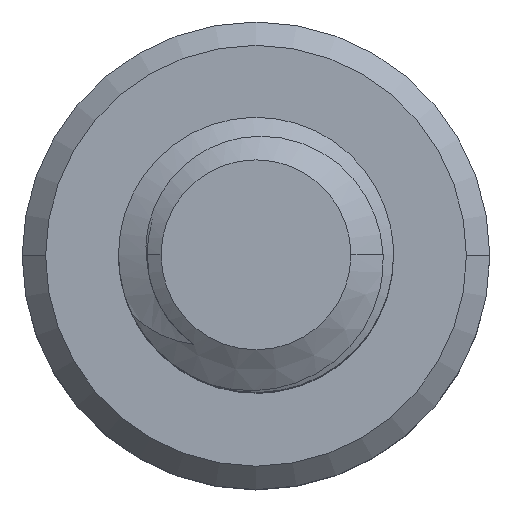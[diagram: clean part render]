
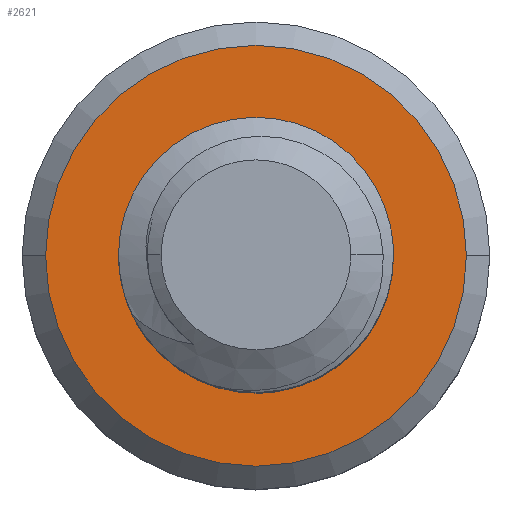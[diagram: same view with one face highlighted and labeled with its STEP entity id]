
A CAD part, top view. The second image highlights one B-rep face of the part: STEP entity #2621.
In plain terms, the highlighted planar face has unit normal (0, 0, 1).
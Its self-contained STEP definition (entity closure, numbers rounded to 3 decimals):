
#56 = AXIS2_PLACEMENT_3D ( 'NONE', #3005, #1233, #3296 ) ;
#118 = CARTESIAN_POINT ( 'NONE',  ( 3.825, 0., -10. ) ) ;
#141 = CARTESIAN_POINT ( 'NONE',  ( 0., -2.5, -10. ) ) ;
#207 = CARTESIAN_POINT ( 'NONE',  ( -1.052, -2.17, -10. ) ) ;
#215 = VERTEX_POINT ( 'NONE', #3099 ) ;
#221 = CARTESIAN_POINT ( 'NONE',  ( -1.943, 0.73, -10. ) ) ;
#389 = VERTEX_POINT ( 'NONE', #141 ) ;
#410 = CARTESIAN_POINT ( 'NONE',  ( 0., 0., -10. ) ) ;
#459 = FACE_OUTER_BOUND ( 'NONE', #3208, .T. ) ;
#506 = CARTESIAN_POINT ( 'NONE',  ( -1.567, -1.747, -10. ) ) ;
#522 = EDGE_LOOP ( 'NONE', ( #531, #804, #663, #3845 ) ) ;
#523 = CARTESIAN_POINT ( 'NONE',  ( -1.711, 1.11, -10. ) ) ;
#531 = ORIENTED_EDGE ( 'NONE', *, *, #3448, .F. ) ;
#551 = CIRCLE ( 'NONE', #56, 2.5 ) ;
#656 = EDGE_CURVE ( 'NONE', #215, #2769, #1862, .T. ) ;
#658 = CARTESIAN_POINT ( 'NONE',  ( 0., 0., -10. ) ) ;
#663 = ORIENTED_EDGE ( 'NONE', *, *, #3117, .T. ) ;
#708 = DIRECTION ( 'NONE',  ( 1., 0., 0. ) ) ;
#711 = VERTEX_POINT ( 'NONE', #1782 ) ;
#726 = EDGE_CURVE ( 'NONE', #1236, #711, #3524, .T. ) ;
#800 = CARTESIAN_POINT ( 'NONE',  ( -0.223, -2.482, -10. ) ) ;
#804 = ORIENTED_EDGE ( 'NONE', *, *, #3316, .T. ) ;
#806 = AXIS2_PLACEMENT_3D ( 'NONE', #410, #2478, #708 ) ;
#817 = CARTESIAN_POINT ( 'NONE',  ( -1.947, -1.199, -10. ) ) ;
#818 = CARTESIAN_POINT ( 'NONE',  ( 0., 0., -10. ) ) ;
#834 = CARTESIAN_POINT ( 'NONE',  ( -1.388, 1.413, -10. ) ) ;
#835 = AXIS2_PLACEMENT_3D ( 'NONE', #658, #2730, #964 ) ;
#964 = DIRECTION ( 'NONE',  ( -1., 0., 0. ) ) ;
#1099 = VERTEX_POINT ( 'NONE', #1489 ) ;
#1125 = CARTESIAN_POINT ( 'NONE',  ( -2.151, -0.565, -10. ) ) ;
#1126 = DIRECTION ( 'NONE',  ( -1., 0., 0. ) ) ;
#1168 = FACE_BOUND ( 'NONE', #522, .T. ) ;
#1233 = DIRECTION ( 'NONE',  ( 0., 0., 1. ) ) ;
#1236 = VERTEX_POINT ( 'NONE', #118 ) ;
#1329 = CARTESIAN_POINT ( 'NONE',  ( 0., 0., -10. ) ) ;
#1343 = B_SPLINE_CURVE_WITH_KNOTS ( 'NONE', 3,
 ( #1402, #800, #3774, #1962, #207, #2265, #506, #2581, #817, #2889, #1125, #3190, #1415, #3486, #1695, #3788, #1973, #221, #2279, #523, #2594, #834 ),
 .UNSPECIFIED., .F., .F.,
 ( 4, 2, 2, 2, 2, 2, 2, 2, 2, 2, 4 ),
 ( 0., 0.001, 0.001, 0.002, 0.003, 0.003, 0.004, 0.004, 0.004, 0.005, 0.005 ),
 .UNSPECIFIED. ) ;
#1375 = DIRECTION ( 'NONE',  ( -1., 0., 0. ) ) ;
#1387 = DIRECTION ( 'NONE',  ( 0., 0., 1. ) ) ;
#1402 = CARTESIAN_POINT ( 'NONE',  ( 0., -2.5, -10. ) ) ;
#1414 = ORIENTED_EDGE ( 'NONE', *, *, #2362, .T. ) ;
#1415 = CARTESIAN_POINT ( 'NONE',  ( -2.166, -0.124, -10. ) ) ;
#1489 = CARTESIAN_POINT ( 'NONE',  ( -1.388, 1.413, -10. ) ) ;
#1695 = CARTESIAN_POINT ( 'NONE',  ( -2.124, 0.208, -10. ) ) ;
#1782 = CARTESIAN_POINT ( 'NONE',  ( -3.825, 0., -10. ) ) ;
#1862 = B_SPLINE_CURVE_WITH_KNOTS ( 'NONE', 3,
 ( #2399, #3711, #2338, #2328, #2262, #2275, #1895, #2234, #2149, #2198, #2172, #2163, #2100, #2139, #2125, #2067, #1938, #1913 ),
 .UNSPECIFIED., .F., .F.,
 ( 4, 2, 2, 2, 2, 2, 2, 2, 4 ),
 ( 0., 0.001, 0.001, 0.002, 0.003, 0.003, 0.004, 0.005, 0.005 ),
 .UNSPECIFIED. ) ;
#1895 = CARTESIAN_POINT ( 'NONE',  ( 1.64, 1.439, -10. ) ) ;
#1913 = CARTESIAN_POINT ( 'NONE',  ( 1.752, -1.784, -10. ) ) ;
#1920 = AXIS2_PLACEMENT_3D ( 'NONE', #818, #2891, #1126 ) ;
#1938 = CARTESIAN_POINT ( 'NONE',  ( 1.897, -1.614, -10. ) ) ;
#1962 = CARTESIAN_POINT ( 'NONE',  ( -0.858, -2.276, -10. ) ) ;
#1973 = CARTESIAN_POINT ( 'NONE',  ( -2.031, 0.527, -10. ) ) ;
#2067 = CARTESIAN_POINT ( 'NONE',  ( 2.018, -1.425, -10. ) ) ;
#2100 = CARTESIAN_POINT ( 'NONE',  ( 2.344, -0.374, -10. ) ) ;
#2125 = CARTESIAN_POINT ( 'NONE',  ( 2.208, -1.026, -10. ) ) ;
#2139 = CARTESIAN_POINT ( 'NONE',  ( 2.275, -0.81, -10. ) ) ;
#2149 = CARTESIAN_POINT ( 'NONE',  ( 2.049, 0.913, -10. ) ) ;
#2163 = CARTESIAN_POINT ( 'NONE',  ( 2.347, -0.148, -10. ) ) ;
#2172 = CARTESIAN_POINT ( 'NONE',  ( 2.29, 0.29, -10. ) ) ;
#2198 = CARTESIAN_POINT ( 'NONE',  ( 2.23, 0.506, -10. ) ) ;
#2234 = CARTESIAN_POINT ( 'NONE',  ( 1.931, 1.103, -10. ) ) ;
#2243 = CIRCLE ( 'NONE', #835, 3.825 ) ;
#2262 = CARTESIAN_POINT ( 'NONE',  ( 1.086, 1.811, -10. ) ) ;
#2265 = CARTESIAN_POINT ( 'NONE',  ( -1.408, -1.905, -10. ) ) ;
#2275 = CARTESIAN_POINT ( 'NONE',  ( 1.469, 1.582, -10. ) ) ;
#2279 = CARTESIAN_POINT ( 'NONE',  ( -1.89, 0.829, -10. ) ) ;
#2328 = CARTESIAN_POINT ( 'NONE',  ( 0.88, 1.893, -10. ) ) ;
#2338 = CARTESIAN_POINT ( 'NONE',  ( 0.443, 1.99, -10. ) ) ;
#2362 = EDGE_CURVE ( 'NONE', #711, #1236, #2243, .T. ) ;
#2399 = CARTESIAN_POINT ( 'NONE',  ( 0., 1.98, -10. ) ) ;
#2410 = ORIENTED_EDGE ( 'NONE', *, *, #726, .T. ) ;
#2478 = DIRECTION ( 'NONE',  ( 0., 0., -1. ) ) ;
#2581 = CARTESIAN_POINT ( 'NONE',  ( -1.835, -1.396, -10. ) ) ;
#2583 = PLANE ( 'NONE',  #1920 ) ;
#2594 = CARTESIAN_POINT ( 'NONE',  ( -1.564, 1.275, -10. ) ) ;
#2621 = ADVANCED_FACE ( 'NONE', ( #459, #1168 ), #2583, .F. ) ;
#2730 = DIRECTION ( 'NONE',  ( 0., 0., 1. ) ) ;
#2769 = VERTEX_POINT ( 'NONE', #3573 ) ;
#2878 = CIRCLE ( 'NONE', #806, 1.98 ) ;
#2889 = CARTESIAN_POINT ( 'NONE',  ( -2.103, -0.787, -10. ) ) ;
#2891 = DIRECTION ( 'NONE',  ( 0., 0., -1. ) ) ;
#3005 = CARTESIAN_POINT ( 'NONE',  ( 0., 0., -10. ) ) ;
#3099 = CARTESIAN_POINT ( 'NONE',  ( 0., 1.98, -10. ) ) ;
#3117 = EDGE_CURVE ( 'NONE', #1099, #215, #2878, .T. ) ;
#3190 = CARTESIAN_POINT ( 'NONE',  ( -2.169, -0.234, -10. ) ) ;
#3208 = EDGE_LOOP ( 'NONE', ( #1414, #2410 ) ) ;
#3296 = DIRECTION ( 'NONE',  ( 1., 0., 0. ) ) ;
#3316 = EDGE_CURVE ( 'NONE', #389, #1099, #1343, .T. ) ;
#3448 = EDGE_CURVE ( 'NONE', #389, #2769, #551, .T. ) ;
#3486 = CARTESIAN_POINT ( 'NONE',  ( -2.144, 0.097, -10. ) ) ;
#3524 = CIRCLE ( 'NONE', #3814, 3.825 ) ;
#3573 = CARTESIAN_POINT ( 'NONE',  ( 1.752, -1.784, -10. ) ) ;
#3711 = CARTESIAN_POINT ( 'NONE',  ( 0.223, 2.003, -10. ) ) ;
#3774 = CARTESIAN_POINT ( 'NONE',  ( -0.439, -2.434, -10. ) ) ;
#3788 = CARTESIAN_POINT ( 'NONE',  ( -2.068, 0.422, -10. ) ) ;
#3814 = AXIS2_PLACEMENT_3D ( 'NONE', #1329, #1387, #1375 ) ;
#3845 = ORIENTED_EDGE ( 'NONE', *, *, #656, .T. ) ;
